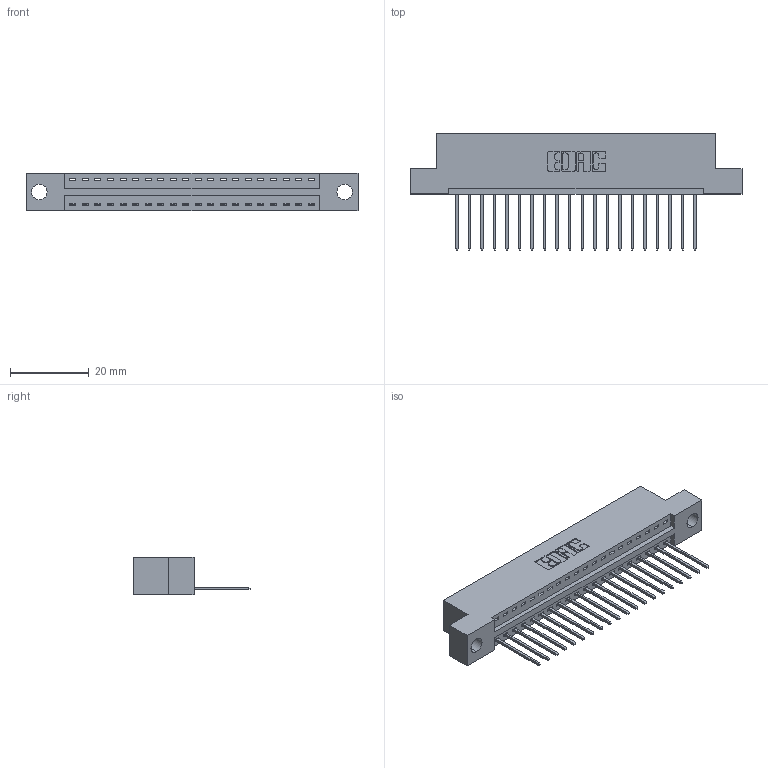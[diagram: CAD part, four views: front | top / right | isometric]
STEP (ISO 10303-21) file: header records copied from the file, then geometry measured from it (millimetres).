
FILE_DESCRIPTION (( 'STEP AP203' ), '1' );
FILE_NAME ('396-020-540-104.STEP', '2018-09-01T05:46:35', ( '' ), ( '' ), 'SwSTEP 2.0', 'SolidWorks 2016', '' );
FILE_SCHEMA (( 'CONFIG_CONTROL_DESIGN' ));
Length unit declared in the file: inch
Products named in the file (3): 346 Part_Flush Mounting Lugs - 0.156 Dia-TH; 345-292-001_345-293-140; 396-020-540-104
Assembly tree (21 placements, depth 2):
  396-020-540-104
    346 Part_Flush Mounting Lugs - 0.156 Dia-TH
    345-292-001_345-293-140  x20
Bounding box: 84.07 x 29.46 x 9.4 mm (x, y, z)
Volume: 7835.4 mm3; surface area: 9558.5 mm2
Topology: 21 solids, 21 shells, 1282 faces, 3849 edges, 2538 vertices
Faces by surface type: plane 876, cylinder 406
Entity records: 15395 total; most frequent: CARTESIAN_POINT 2652, ORIENTED_EDGE 2606, DIRECTION 2367, EDGE_CURVE 1303, LINE 1091, VECTOR 1091, VERTEX_POINT 866, AXIS2_PLACEMENT_3D 638
